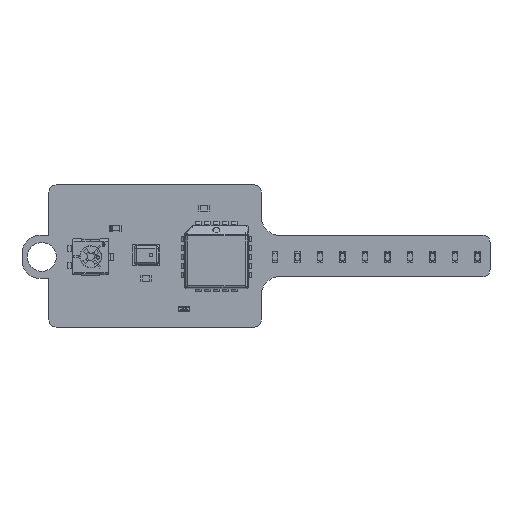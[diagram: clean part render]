
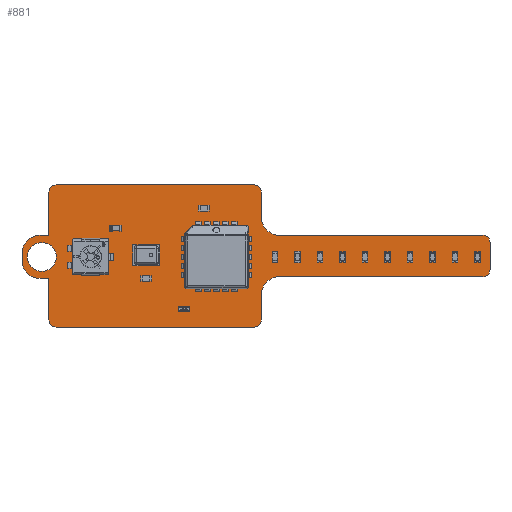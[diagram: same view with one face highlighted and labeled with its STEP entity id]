
A CAD part, top view. The second image highlights one B-rep face of the part: STEP entity #881.
In plain terms, the highlighted planar face has unit normal (0, 0, 1).
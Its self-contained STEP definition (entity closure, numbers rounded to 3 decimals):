
#120 = VERTEX_POINT('',#121);
#121 = CARTESIAN_POINT('',(0.,3.048,0.411));
#127 = EDGE_CURVE('',#120,#128,#130,.T.);
#128 = VERTEX_POINT('',#129);
#129 = CARTESIAN_POINT('',(-1.27,3.048,0.411));
#130 = LINE('',#131,#132);
#131 = CARTESIAN_POINT('',(0.,3.048,0.411));
#132 = VECTOR('',#133,1.);
#133 = DIRECTION('',(-1.,0.,0.));
#158 = EDGE_CURVE('',#128,#159,#161,.T.);
#159 = VERTEX_POINT('',#160);
#160 = CARTESIAN_POINT('',(-3.81,0.508,0.411));
#161 = CIRCLE('',#162,2.54);
#162 = AXIS2_PLACEMENT_3D('',#163,#164,#165);
#163 = CARTESIAN_POINT('',(-1.27,0.508,0.411));
#164 = DIRECTION('',(0.,0.,1.));
#165 = DIRECTION('',(0.,1.,0.));
#191 = EDGE_CURVE('',#159,#192,#194,.T.);
#192 = VERTEX_POINT('',#193);
#193 = CARTESIAN_POINT('',(-3.81,-0.508,0.411));
#194 = LINE('',#195,#196);
#195 = CARTESIAN_POINT('',(-3.81,0.508,0.411));
#196 = VECTOR('',#197,1.);
#197 = DIRECTION('',(0.,-1.,0.));
#222 = EDGE_CURVE('',#192,#223,#225,.T.);
#223 = VERTEX_POINT('',#224);
#224 = CARTESIAN_POINT('',(-1.27,-3.048,0.411));
#225 = CIRCLE('',#226,2.54);
#226 = AXIS2_PLACEMENT_3D('',#227,#228,#229);
#227 = CARTESIAN_POINT('',(-1.27,-0.508,0.411));
#228 = DIRECTION('',(0.,0.,1.));
#229 = DIRECTION('',(-1.,0.,0.));
#255 = EDGE_CURVE('',#223,#256,#258,.T.);
#256 = VERTEX_POINT('',#257);
#257 = CARTESIAN_POINT('',(0.,-3.048,0.411));
#258 = LINE('',#259,#260);
#259 = CARTESIAN_POINT('',(-1.27,-3.048,0.411));
#260 = VECTOR('',#261,1.);
#261 = DIRECTION('',(1.,0.,0.));
#286 = EDGE_CURVE('',#256,#287,#289,.T.);
#287 = VERTEX_POINT('',#288);
#288 = CARTESIAN_POINT('',(0.,-8.89,0.411));
#289 = LINE('',#290,#291);
#290 = CARTESIAN_POINT('',(0.,-3.048,0.411));
#291 = VECTOR('',#292,1.);
#292 = DIRECTION('',(0.,-1.,0.));
#317 = EDGE_CURVE('',#287,#318,#320,.T.);
#318 = VERTEX_POINT('',#319);
#319 = CARTESIAN_POINT('',(1.016,-9.906,0.411));
#320 = CIRCLE('',#321,1.017);
#321 = AXIS2_PLACEMENT_3D('',#322,#323,#324);
#322 = CARTESIAN_POINT('',(1.017,-8.889,0.411));
#323 = DIRECTION('',(0.,0.,1.));
#324 = DIRECTION('',(-1.,-0.001,0.));
#350 = EDGE_CURVE('',#318,#351,#353,.T.);
#351 = VERTEX_POINT('',#352);
#352 = CARTESIAN_POINT('',(28.956,-9.906,0.411));
#353 = LINE('',#354,#355);
#354 = CARTESIAN_POINT('',(1.016,-9.906,0.411));
#355 = VECTOR('',#356,1.);
#356 = DIRECTION('',(1.,0.,0.));
#381 = EDGE_CURVE('',#351,#382,#384,.T.);
#382 = VERTEX_POINT('',#383);
#383 = CARTESIAN_POINT('',(29.972,-8.89,0.411));
#384 = CIRCLE('',#385,1.017);
#385 = AXIS2_PLACEMENT_3D('',#386,#387,#388);
#386 = CARTESIAN_POINT('',(28.955,-8.889,0.411));
#387 = DIRECTION('',(0.,0.,1.));
#388 = DIRECTION('',(0.001,-1.,0.));
#414 = EDGE_CURVE('',#382,#415,#417,.T.);
#415 = VERTEX_POINT('',#416);
#416 = CARTESIAN_POINT('',(29.972,-5.334,0.411));
#417 = LINE('',#418,#419);
#418 = CARTESIAN_POINT('',(29.972,-8.89,0.411));
#419 = VECTOR('',#420,1.);
#420 = DIRECTION('',(0.,1.,0.));
#445 = EDGE_CURVE('',#415,#446,#448,.T.);
#446 = VERTEX_POINT('',#447);
#447 = CARTESIAN_POINT('',(32.512,-2.794,0.411));
#448 = CIRCLE('',#449,2.54);
#449 = AXIS2_PLACEMENT_3D('',#450,#451,#452);
#450 = CARTESIAN_POINT('',(32.512,-5.334,0.411));
#451 = DIRECTION('',(0.,0.,-1.));
#452 = DIRECTION('',(-1.,0.,0.));
#478 = EDGE_CURVE('',#446,#479,#481,.T.);
#479 = VERTEX_POINT('',#480);
#480 = CARTESIAN_POINT('',(61.214,-2.794,0.411));
#481 = LINE('',#482,#483);
#482 = CARTESIAN_POINT('',(32.512,-2.794,0.411));
#483 = VECTOR('',#484,1.);
#484 = DIRECTION('',(1.,0.,0.));
#509 = EDGE_CURVE('',#479,#510,#512,.T.);
#510 = VERTEX_POINT('',#511);
#511 = CARTESIAN_POINT('',(62.23,-1.778,0.411));
#512 = CIRCLE('',#513,1.017);
#513 = AXIS2_PLACEMENT_3D('',#514,#515,#516);
#514 = CARTESIAN_POINT('',(61.213,-1.777,0.411));
#515 = DIRECTION('',(0.,0.,1.));
#516 = DIRECTION('',(0.001,-1.,0.));
#542 = EDGE_CURVE('',#510,#543,#545,.T.);
#543 = VERTEX_POINT('',#544);
#544 = CARTESIAN_POINT('',(62.23,2.032,0.411));
#545 = LINE('',#546,#547);
#546 = CARTESIAN_POINT('',(62.23,-1.778,0.411));
#547 = VECTOR('',#548,1.);
#548 = DIRECTION('',(0.,1.,0.));
#573 = EDGE_CURVE('',#543,#574,#576,.T.);
#574 = VERTEX_POINT('',#575);
#575 = CARTESIAN_POINT('',(61.214,3.048,0.411));
#576 = CIRCLE('',#577,1.017);
#577 = AXIS2_PLACEMENT_3D('',#578,#579,#580);
#578 = CARTESIAN_POINT('',(61.213,2.031,0.411));
#579 = DIRECTION('',(0.,0.,1.));
#580 = DIRECTION('',(1.,0.001,-0.));
#606 = EDGE_CURVE('',#574,#607,#609,.T.);
#607 = VERTEX_POINT('',#608);
#608 = CARTESIAN_POINT('',(32.512,3.048,0.411));
#609 = LINE('',#610,#611);
#610 = CARTESIAN_POINT('',(61.214,3.048,0.411));
#611 = VECTOR('',#612,1.);
#612 = DIRECTION('',(-1.,0.,0.));
#637 = EDGE_CURVE('',#607,#638,#640,.T.);
#638 = VERTEX_POINT('',#639);
#639 = CARTESIAN_POINT('',(29.972,5.588,0.411));
#640 = CIRCLE('',#641,2.54);
#641 = AXIS2_PLACEMENT_3D('',#642,#643,#644);
#642 = CARTESIAN_POINT('',(32.512,5.588,0.411));
#643 = DIRECTION('',(0.,0.,-1.));
#644 = DIRECTION('',(0.,-1.,-0.));
#670 = EDGE_CURVE('',#638,#671,#673,.T.);
#671 = VERTEX_POINT('',#672);
#672 = CARTESIAN_POINT('',(29.972,9.144,0.411));
#673 = LINE('',#674,#675);
#674 = CARTESIAN_POINT('',(29.972,5.588,0.411));
#675 = VECTOR('',#676,1.);
#676 = DIRECTION('',(0.,1.,0.));
#701 = EDGE_CURVE('',#671,#702,#704,.T.);
#702 = VERTEX_POINT('',#703);
#703 = CARTESIAN_POINT('',(28.956,10.16,0.411));
#704 = CIRCLE('',#705,1.017);
#705 = AXIS2_PLACEMENT_3D('',#706,#707,#708);
#706 = CARTESIAN_POINT('',(28.955,9.143,0.411));
#707 = DIRECTION('',(0.,0.,1.));
#708 = DIRECTION('',(1.,0.001,-0.));
#734 = EDGE_CURVE('',#702,#735,#737,.T.);
#735 = VERTEX_POINT('',#736);
#736 = CARTESIAN_POINT('',(1.016,10.16,0.411));
#737 = LINE('',#738,#739);
#738 = CARTESIAN_POINT('',(28.956,10.16,0.411));
#739 = VECTOR('',#740,1.);
#740 = DIRECTION('',(-1.,0.,0.));
#765 = EDGE_CURVE('',#735,#766,#768,.T.);
#766 = VERTEX_POINT('',#767);
#767 = CARTESIAN_POINT('',(0.,9.144,0.411));
#768 = CIRCLE('',#769,1.017);
#769 = AXIS2_PLACEMENT_3D('',#770,#771,#772);
#770 = CARTESIAN_POINT('',(1.017,9.143,0.411));
#771 = DIRECTION('',(0.,0.,1.));
#772 = DIRECTION('',(-0.001,1.,0.));
#798 = EDGE_CURVE('',#766,#120,#799,.T.);
#799 = LINE('',#800,#801);
#800 = CARTESIAN_POINT('',(0.,9.144,0.411));
#801 = VECTOR('',#802,1.);
#802 = DIRECTION('',(0.,-1.,0.));
#822 = VERTEX_POINT('',#823);
#823 = CARTESIAN_POINT('',(1.02,0.,0.411));
#829 = EDGE_CURVE('',#822,#822,#830,.T.);
#830 = CIRCLE('',#831,2.036);
#831 = AXIS2_PLACEMENT_3D('',#832,#833,#834);
#832 = CARTESIAN_POINT('',(-1.016,0.,0.411));
#833 = DIRECTION('',(0.,0.,1.));
#834 = DIRECTION('',(1.,0.,-0.));
#881 = ADVANCED_FACE('',(#882,#906),#909,.T.);
#882 = FACE_BOUND('',#883,.T.);
#883 = EDGE_LOOP('',(#884,#885,#886,#887,#888,#889,#890,#891,#892,#893,
    #894,#895,#896,#897,#898,#899,#900,#901,#902,#903,#904,#905));
#884 = ORIENTED_EDGE('',*,*,#127,.T.);
#885 = ORIENTED_EDGE('',*,*,#158,.T.);
#886 = ORIENTED_EDGE('',*,*,#191,.T.);
#887 = ORIENTED_EDGE('',*,*,#222,.T.);
#888 = ORIENTED_EDGE('',*,*,#255,.T.);
#889 = ORIENTED_EDGE('',*,*,#286,.T.);
#890 = ORIENTED_EDGE('',*,*,#317,.T.);
#891 = ORIENTED_EDGE('',*,*,#350,.T.);
#892 = ORIENTED_EDGE('',*,*,#381,.T.);
#893 = ORIENTED_EDGE('',*,*,#414,.T.);
#894 = ORIENTED_EDGE('',*,*,#445,.T.);
#895 = ORIENTED_EDGE('',*,*,#478,.T.);
#896 = ORIENTED_EDGE('',*,*,#509,.T.);
#897 = ORIENTED_EDGE('',*,*,#542,.T.);
#898 = ORIENTED_EDGE('',*,*,#573,.T.);
#899 = ORIENTED_EDGE('',*,*,#606,.T.);
#900 = ORIENTED_EDGE('',*,*,#637,.T.);
#901 = ORIENTED_EDGE('',*,*,#670,.T.);
#902 = ORIENTED_EDGE('',*,*,#701,.T.);
#903 = ORIENTED_EDGE('',*,*,#734,.T.);
#904 = ORIENTED_EDGE('',*,*,#765,.T.);
#905 = ORIENTED_EDGE('',*,*,#798,.T.);
#906 = FACE_BOUND('',#907,.T.);
#907 = EDGE_LOOP('',(#908));
#908 = ORIENTED_EDGE('',*,*,#829,.F.);
#909 = PLANE('',#910);
#910 = AXIS2_PLACEMENT_3D('',#911,#912,#913);
#911 = CARTESIAN_POINT('',(27.182,0.123,0.411));
#912 = DIRECTION('',(0.,0.,1.));
#913 = DIRECTION('',(1.,0.,-0.));
